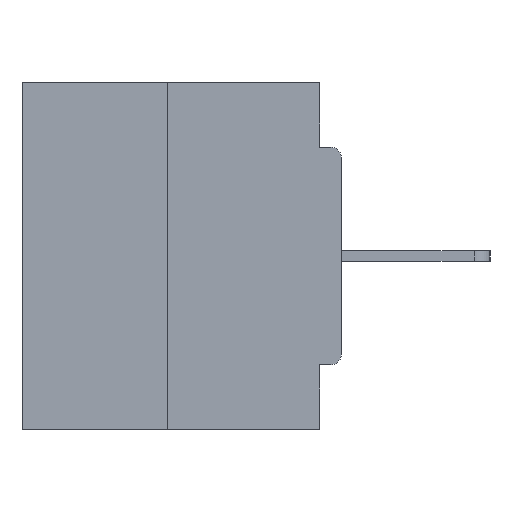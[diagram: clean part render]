
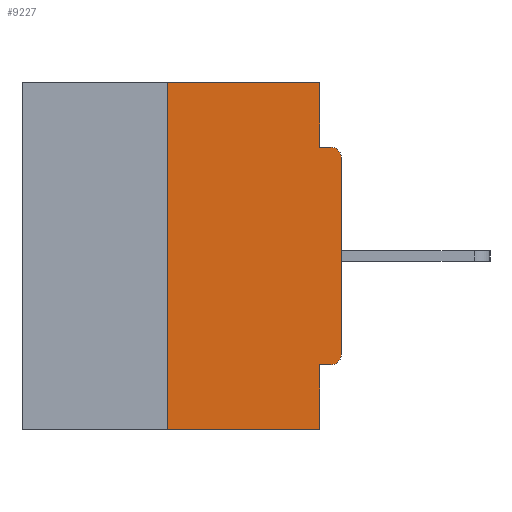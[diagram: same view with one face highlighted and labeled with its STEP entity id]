
A CAD part, left-side view. The second image highlights one B-rep face of the part: STEP entity #9227.
In plain terms, the highlighted planar face has unit normal (-1, 0, 0).
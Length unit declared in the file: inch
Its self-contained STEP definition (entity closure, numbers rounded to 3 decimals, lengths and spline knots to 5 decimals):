
#444 = EDGE_CURVE ( 'NONE', #16872, #19094, #31680, .T. ) ;
#1641 = DIRECTION ( 'NONE',  ( 0., 0., -1. ) ) ;
#2828 = VECTOR ( 'NONE', #17681, 39.37008 ) ;
#2922 = AXIS2_PLACEMENT_3D ( 'NONE', #29366, #37581, #28785 ) ;
#2969 = AXIS2_PLACEMENT_3D ( 'NONE', #4588, #34547, #1641 ) ;
#3554 = VERTEX_POINT ( 'NONE', #14122 ) ;
#3606 = DIRECTION ( 'NONE',  ( 0., -1., 0. ) ) ;
#3697 = EDGE_CURVE ( 'NONE', #19056, #28368, #11994, .T. ) ;
#4418 = CARTESIAN_POINT ( 'NONE',  ( 0., 0.031, 0. ) ) ;
#4588 = CARTESIAN_POINT ( 'NONE',  ( 0., 0.46, 0. ) ) ;
#6363 = EDGE_CURVE ( 'NONE', #19577, #28368, #30833, .T. ) ;
#6531 = CIRCLE ( 'NONE', #25268, 0.015 ) ;
#7549 = DIRECTION ( 'NONE',  ( 0., 0., -1. ) ) ;
#8080 = CARTESIAN_POINT ( 'NONE',  ( 0., 0.25, 0. ) ) ;
#8237 = CARTESIAN_POINT ( 'NONE',  ( 0., 0.46, 0. ) ) ;
#8782 = ORIENTED_EDGE ( 'NONE', *, *, #444, .T. ) ;
#9227 = ADVANCED_FACE ( 'NONE', ( #37272 ), #34363, .F. ) ;
#9906 = EDGE_LOOP ( 'NONE', ( #37111, #34767, #15235, #21350, #37898, #27839, #34352, #8782, #31463, #19161 ) ) ;
#10479 = VECTOR ( 'NONE', #32618, 39.37008 ) ;
#11558 = LINE ( 'NONE', #35234, #14013 ) ;
#11994 = LINE ( 'NONE', #29603, #37372 ) ;
#13048 = LINE ( 'NONE', #4418, #34180 ) ;
#13826 = CARTESIAN_POINT ( 'NONE',  ( 0., 0.015, -0.4065 ) ) ;
#13914 = DIRECTION ( 'NONE',  ( 0., -1., 0. ) ) ;
#14013 = VECTOR ( 'NONE', #29380, 39.37008 ) ;
#14067 = LINE ( 'NONE', #31503, #25091 ) ;
#14122 = CARTESIAN_POINT ( 'NONE',  ( 0., 0.25, 0. ) ) ;
#15235 = ORIENTED_EDGE ( 'NONE', *, *, #6363, .T. ) ;
#16855 = EDGE_CURVE ( 'NONE', #19521, #16872, #14067, .T. ) ;
#16872 = VERTEX_POINT ( 'NONE', #17397 ) ;
#17397 = CARTESIAN_POINT ( 'NONE',  ( 0., 0., -0.1085 ) ) ;
#17415 = DIRECTION ( 'NONE',  ( -1., 0., 0. ) ) ;
#17681 = DIRECTION ( 'NONE',  ( 0., 0., 1. ) ) ;
#17931 = CARTESIAN_POINT ( 'NONE',  ( 0., 0., -0.0935 ) ) ;
#19056 = VERTEX_POINT ( 'NONE', #34683 ) ;
#19094 = VERTEX_POINT ( 'NONE', #26061 ) ;
#19096 = VECTOR ( 'NONE', #13914, 39.37008 ) ;
#19161 = ORIENTED_EDGE ( 'NONE', *, *, #38292, .F. ) ;
#19398 = CARTESIAN_POINT ( 'NONE',  ( 0., 0., -0.3915 ) ) ;
#19521 = VERTEX_POINT ( 'NONE', #19398 ) ;
#19577 = VERTEX_POINT ( 'NONE', #38549 ) ;
#20594 = DIRECTION ( 'NONE',  ( 0., 0., -1. ) ) ;
#21350 = ORIENTED_EDGE ( 'NONE', *, *, #3697, .F. ) ;
#23480 = LINE ( 'NONE', #8237, #19096 ) ;
#24409 = VECTOR ( 'NONE', #3606, 39.37008 ) ;
#25091 = VECTOR ( 'NONE', #28765, 39.37008 ) ;
#25268 = AXIS2_PLACEMENT_3D ( 'NONE', #35214, #17415, #29357 ) ;
#25894 = LINE ( 'NONE', #8080, #2828 ) ;
#25953 = EDGE_CURVE ( 'NONE', #29444, #19521, #6531, .T. ) ;
#26061 = CARTESIAN_POINT ( 'NONE',  ( 0., 0.015, -0.0935 ) ) ;
#26255 = CARTESIAN_POINT ( 'NONE',  ( 0., 0.031, 0. ) ) ;
#27114 = CARTESIAN_POINT ( 'NONE',  ( 0., 0.46, -0.5 ) ) ;
#27255 = EDGE_CURVE ( 'NONE', #29444, #19056, #11558, .T. ) ;
#27839 = ORIENTED_EDGE ( 'NONE', *, *, #25953, .T. ) ;
#28159 = EDGE_CURVE ( 'NONE', #19577, #3554, #25894, .T. ) ;
#28368 = VERTEX_POINT ( 'NONE', #37023 ) ;
#28556 = EDGE_CURVE ( 'NONE', #3554, #29773, #23480, .T. ) ;
#28765 = DIRECTION ( 'NONE',  ( 0., 0., 1. ) ) ;
#28785 = DIRECTION ( 'NONE',  ( 0., 0., -1. ) ) ;
#29357 = DIRECTION ( 'NONE',  ( 0., 0., -1. ) ) ;
#29366 = CARTESIAN_POINT ( 'NONE',  ( 0., 0.015, -0.1085 ) ) ;
#29380 = DIRECTION ( 'NONE',  ( 0., 1., 0. ) ) ;
#29444 = VERTEX_POINT ( 'NONE', #13826 ) ;
#29603 = CARTESIAN_POINT ( 'NONE',  ( 0., 0.031, -0.5 ) ) ;
#29773 = VERTEX_POINT ( 'NONE', #26255 ) ;
#30833 = LINE ( 'NONE', #27114, #24409 ) ;
#31463 = ORIENTED_EDGE ( 'NONE', *, *, #32599, .F. ) ;
#31503 = CARTESIAN_POINT ( 'NONE',  ( 0., 0., 0. ) ) ;
#31680 = CIRCLE ( 'NONE', #2922, 0.015 ) ;
#32599 = EDGE_CURVE ( 'NONE', #34460, #19094, #35546, .T. ) ;
#32618 = DIRECTION ( 'NONE',  ( 0., -1., 0. ) ) ;
#34180 = VECTOR ( 'NONE', #7549, 39.37008 ) ;
#34352 = ORIENTED_EDGE ( 'NONE', *, *, #16855, .T. ) ;
#34363 = PLANE ( 'NONE',  #2969 ) ;
#34460 = VERTEX_POINT ( 'NONE', #37050 ) ;
#34547 = DIRECTION ( 'NONE',  ( 1., 0., 0. ) ) ;
#34683 = CARTESIAN_POINT ( 'NONE',  ( 0., 0.031, -0.4065 ) ) ;
#34767 = ORIENTED_EDGE ( 'NONE', *, *, #28159, .F. ) ;
#35214 = CARTESIAN_POINT ( 'NONE',  ( 0., 0.015, -0.3915 ) ) ;
#35234 = CARTESIAN_POINT ( 'NONE',  ( 0., 0., -0.4065 ) ) ;
#35546 = LINE ( 'NONE', #17931, #10479 ) ;
#37023 = CARTESIAN_POINT ( 'NONE',  ( 0., 0.031, -0.5 ) ) ;
#37050 = CARTESIAN_POINT ( 'NONE',  ( 0., 0.031, -0.0935 ) ) ;
#37111 = ORIENTED_EDGE ( 'NONE', *, *, #28556, .F. ) ;
#37272 = FACE_OUTER_BOUND ( 'NONE', #9906, .T. ) ;
#37372 = VECTOR ( 'NONE', #20594, 39.37008 ) ;
#37581 = DIRECTION ( 'NONE',  ( -1., 0., 0. ) ) ;
#37898 = ORIENTED_EDGE ( 'NONE', *, *, #27255, .F. ) ;
#38292 = EDGE_CURVE ( 'NONE', #29773, #34460, #13048, .T. ) ;
#38549 = CARTESIAN_POINT ( 'NONE',  ( 0., 0.25, -0.5 ) ) ;
